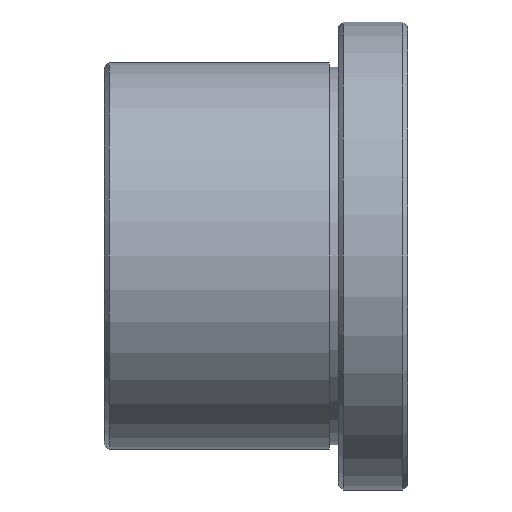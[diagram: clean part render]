
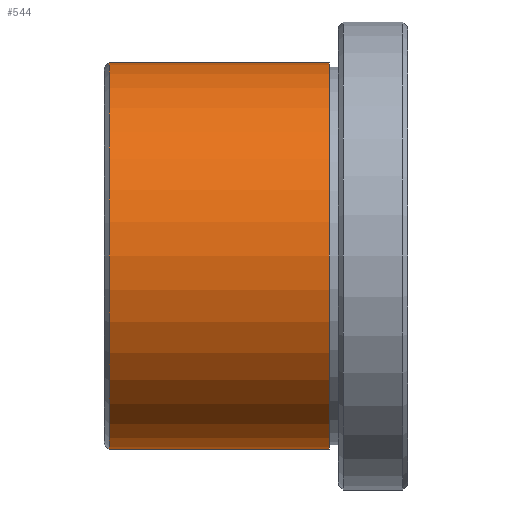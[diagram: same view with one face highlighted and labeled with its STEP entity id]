
A CAD part, left-side view. The second image highlights one B-rep face of the part: STEP entity #544.
In plain terms, the highlighted cylindrical face has radius 21 mm (diameter 42 mm), a partial arc.
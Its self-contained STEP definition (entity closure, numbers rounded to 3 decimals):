
#40 = CARTESIAN_POINT ( 'NONE',  ( 0., 2.643, 21. ) ) ;
#42 = VERTEX_POINT ( 'NONE', #673 ) ;
#54 = CARTESIAN_POINT ( 'NONE',  ( 0., 26.543, 0. ) ) ;
#57 = DIRECTION ( 'NONE',  ( 0., 0., 1. ) ) ;
#64 = EDGE_CURVE ( 'NONE', #440, #600, #196, .T. ) ;
#107 = CARTESIAN_POINT ( 'NONE',  ( 0., 2.643, 0. ) ) ;
#145 = DIRECTION ( 'NONE',  ( 0., 1., 0. ) ) ;
#156 = AXIS2_PLACEMENT_3D ( 'NONE', #471, #663, #57 ) ;
#173 = LINE ( 'NONE', #560, #332 ) ;
#179 = CARTESIAN_POINT ( 'NONE',  ( 0., 26.543, -21. ) ) ;
#184 = ORIENTED_EDGE ( 'NONE', *, *, #599, .F. ) ;
#194 = DIRECTION ( 'NONE',  ( 0., 1., 0. ) ) ;
#196 = CIRCLE ( 'NONE', #733, 21. ) ;
#207 = ORIENTED_EDGE ( 'NONE', *, *, #700, .T. ) ;
#232 = VECTOR ( 'NONE', #145, 1000. ) ;
#250 = AXIS2_PLACEMENT_3D ( 'NONE', #54, #194, #384 ) ;
#267 = EDGE_CURVE ( 'NONE', #440, #865, #173, .T. ) ;
#294 = CARTESIAN_POINT ( 'NONE',  ( 0., 44.599, 21. ) ) ;
#332 = VECTOR ( 'NONE', #489, 1000. ) ;
#369 = ORIENTED_EDGE ( 'NONE', *, *, #267, .F. ) ;
#384 = DIRECTION ( 'NONE',  ( 0., 0., 1. ) ) ;
#396 = DIRECTION ( 'NONE',  ( 0., 1., 0. ) ) ;
#410 = LINE ( 'NONE', #294, #232 ) ;
#423 = CARTESIAN_POINT ( 'NONE',  ( 0., 2.643, -21. ) ) ;
#436 = ORIENTED_EDGE ( 'NONE', *, *, #64, .T. ) ;
#440 = VERTEX_POINT ( 'NONE', #423 ) ;
#471 = CARTESIAN_POINT ( 'NONE',  ( 0., 44.599, 0. ) ) ;
#489 = DIRECTION ( 'NONE',  ( 0., 1., 0. ) ) ;
#505 = DIRECTION ( 'NONE',  ( 0., 0., 1. ) ) ;
#544 = ADVANCED_FACE ( 'NONE', ( #765 ), #590, .T. ) ;
#560 = CARTESIAN_POINT ( 'NONE',  ( 0., 44.599, -21. ) ) ;
#562 = EDGE_LOOP ( 'NONE', ( #369, #436, #207, #184 ) ) ;
#590 = CYLINDRICAL_SURFACE ( 'NONE', #156, 21. ) ;
#599 = EDGE_CURVE ( 'NONE', #865, #42, #807, .T. ) ;
#600 = VERTEX_POINT ( 'NONE', #40 ) ;
#663 = DIRECTION ( 'NONE',  ( 0., 1., 0. ) ) ;
#673 = CARTESIAN_POINT ( 'NONE',  ( 0., 26.543, 21. ) ) ;
#700 = EDGE_CURVE ( 'NONE', #600, #42, #410, .T. ) ;
#733 = AXIS2_PLACEMENT_3D ( 'NONE', #107, #396, #505 ) ;
#765 = FACE_OUTER_BOUND ( 'NONE', #562, .T. ) ;
#807 = CIRCLE ( 'NONE', #250, 21. ) ;
#865 = VERTEX_POINT ( 'NONE', #179 ) ;
